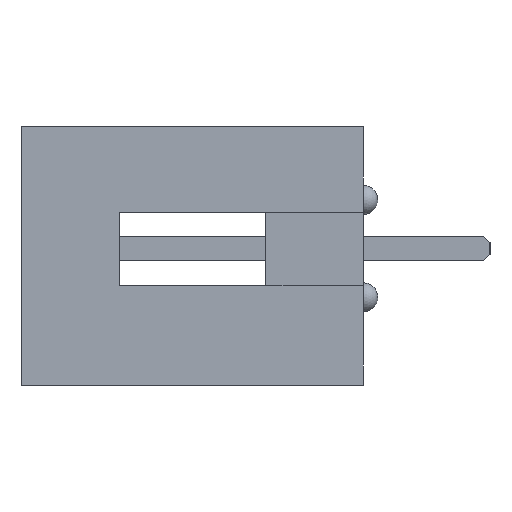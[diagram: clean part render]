
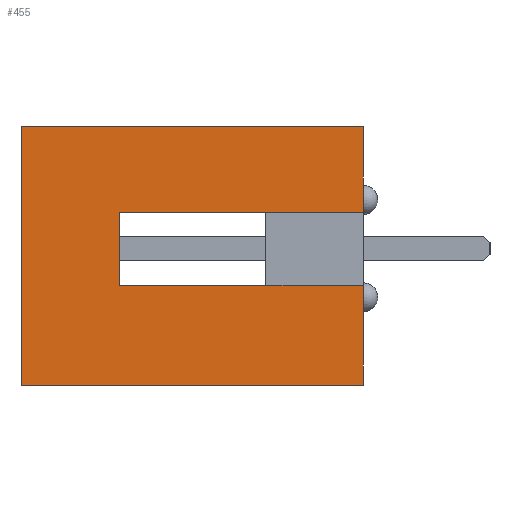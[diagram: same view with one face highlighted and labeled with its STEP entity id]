
A CAD part, left-side view. The second image highlights one B-rep face of the part: STEP entity #455.
In plain terms, the highlighted planar face has unit normal (-1, 0, 0).
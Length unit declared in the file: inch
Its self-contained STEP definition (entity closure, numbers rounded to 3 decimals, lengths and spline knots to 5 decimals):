
#455 = ADVANCED_FACE( '', ( #942 ), #943, .F. );
#942 = FACE_OUTER_BOUND( '', #1474, .T. );
#943 = PLANE( '', #1475 );
#1474 = EDGE_LOOP( '', ( #2652, #2653, #2654, #2655, #2656, #2657, #2658, #2659 ) );
#1475 = AXIS2_PLACEMENT_3D( '', #2660, #2661, #2662 );
#2652 = ORIENTED_EDGE( '', *, *, #3846, .F. );
#2653 = ORIENTED_EDGE( '', *, *, #3847, .F. );
#2654 = ORIENTED_EDGE( '', *, *, #3482, .F. );
#2655 = ORIENTED_EDGE( '', *, *, #3848, .F. );
#2656 = ORIENTED_EDGE( '', *, *, #3849, .T. );
#2657 = ORIENTED_EDGE( '', *, *, #3738, .T. );
#2658 = ORIENTED_EDGE( '', *, *, #3478, .F. );
#2659 = ORIENTED_EDGE( '', *, *, #3622, .F. );
#2660 = CARTESIAN_POINT( '', ( -0.575, 0., 0. ) );
#2661 = DIRECTION( '', ( 1., 0., 0. ) );
#2662 = DIRECTION( '', ( 0., 0., -1. ) );
#3478 = EDGE_CURVE( '', #4243, #4245, #4246, .T. );
#3482 = EDGE_CURVE( '', #4251, #4253, #4254, .T. );
#3622 = EDGE_CURVE( '', #4473, #4243, #4475, .T. );
#3738 = EDGE_CURVE( '', #4649, #4245, #4650, .T. );
#3846 = EDGE_CURVE( '', #4799, #4473, #4800, .T. );
#3847 = EDGE_CURVE( '', #4253, #4799, #4801, .T. );
#3848 = EDGE_CURVE( '', #4802, #4251, #4803, .T. );
#3849 = EDGE_CURVE( '', #4802, #4649, #4804, .T. );
#4243 = VERTEX_POINT( '', #5328 );
#4245 = VERTEX_POINT( '', #5331 );
#4246 = LINE( '', #5332, #5333 );
#4251 = VERTEX_POINT( '', #5340 );
#4253 = VERTEX_POINT( '', #5343 );
#4254 = LINE( '', #5344, #5345 );
#4473 = VERTEX_POINT( '', #5670 );
#4475 = LINE( '', #5673, #5674 );
#4649 = VERTEX_POINT( '', #5939 );
#4650 = LINE( '', #5940, #5941 );
#4799 = VERTEX_POINT( '', #6172 );
#4800 = LINE( '', #6173, #6174 );
#4801 = LINE( '', #6175, #6176 );
#4802 = VERTEX_POINT( '', #6177 );
#4803 = LINE( '', #6178, #6179 );
#4804 = LINE( '', #6180, #6181 );
#5328 = CARTESIAN_POINT( '', ( -0.575, 0., 0.125 ) );
#5331 = CARTESIAN_POINT( '', ( -0.575, 0., 0.0375 ) );
#5332 = CARTESIAN_POINT( '', ( -0.575, 0., 0.125 ) );
#5333 = VECTOR( '', #6562, 39.37008 );
#5340 = CARTESIAN_POINT( '', ( -0.575, 0., -0.0375 ) );
#5343 = CARTESIAN_POINT( '', ( -0.575, 0., -0.14 ) );
#5344 = CARTESIAN_POINT( '', ( -0.575, 0., 0.125 ) );
#5345 = VECTOR( '', #6566, 39.37008 );
#5670 = CARTESIAN_POINT( '', ( -0.575, 0.35, 0.125 ) );
#5673 = CARTESIAN_POINT( '', ( -0.575, 0.35, 0.125 ) );
#5674 = VECTOR( '', #6674, 39.37008 );
#5939 = CARTESIAN_POINT( '', ( -0.575, 0.25, 0.0375 ) );
#5940 = CARTESIAN_POINT( '', ( -0.575, 0.25, 0.0375 ) );
#5941 = VECTOR( '', #6766, 39.37008 );
#6172 = CARTESIAN_POINT( '', ( -0.575, 0.35, -0.14 ) );
#6173 = CARTESIAN_POINT( '', ( -0.575, 0.35, -0.14 ) );
#6174 = VECTOR( '', #6849, 39.37008 );
#6175 = CARTESIAN_POINT( '', ( -0.575, 0., -0.14 ) );
#6176 = VECTOR( '', #6850, 39.37008 );
#6177 = CARTESIAN_POINT( '', ( -0.575, 0.25, -0.0375 ) );
#6178 = CARTESIAN_POINT( '', ( -0.575, 0.25, -0.0375 ) );
#6179 = VECTOR( '', #6851, 39.37008 );
#6180 = CARTESIAN_POINT( '', ( -0.575, 0.25, 0. ) );
#6181 = VECTOR( '', #6852, 39.37008 );
#6562 = DIRECTION( '', ( 0., 0., -1. ) );
#6566 = DIRECTION( '', ( 0., 0., -1. ) );
#6674 = DIRECTION( '', ( 0., -1., 0. ) );
#6766 = DIRECTION( '', ( 0., -1., 0. ) );
#6849 = DIRECTION( '', ( 0., 0., 1. ) );
#6850 = DIRECTION( '', ( 0., 1., 0. ) );
#6851 = DIRECTION( '', ( 0., -1., 0. ) );
#6852 = DIRECTION( '', ( 0., 0., 1. ) );
